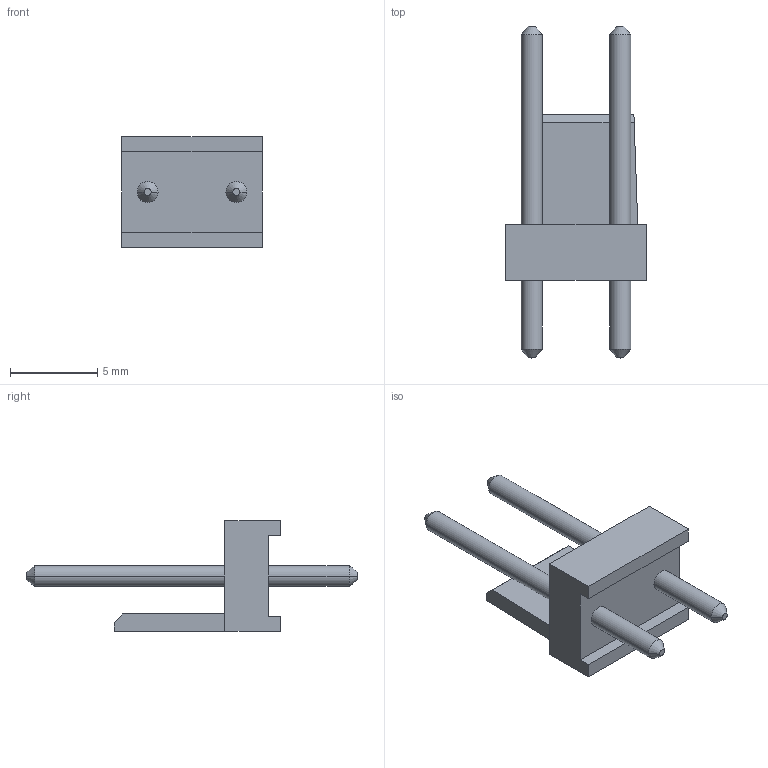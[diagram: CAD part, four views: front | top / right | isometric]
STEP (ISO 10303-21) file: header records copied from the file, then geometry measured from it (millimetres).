
FILE_DESCRIPTION((''),'2;1');
FILE_NAME('010085021','2014-08-21T',('me'),(''),'PRO/ENGINEER BY PARAMETRIC TECHNOLOGY CORPORATION, 2011490','PRO/ENGINEER BY PARAMETRIC TECHNOLOGY CORPORATION, 2011490','');
FILE_SCHEMA(('CONFIG_CONTROL_DESIGN'));
Length unit declared in the file: millimetre
Products named in the file (1): 010085021
Bounding box: 8.08 x 19.03 x 6.35 mm (x, y, z)
Volume: 210.5 mm3; surface area: 413.6 mm2
Topology: 1 solids, 1 shells, 39 faces, 97 edges, 66 vertices
Faces by surface type: plane 23, cylinder 8, cone 8
Entity records: 1192 total; most frequent: DIRECTION 205, CARTESIAN_POINT 195, ORIENTED_EDGE 182, EDGE_CURVE 91, VECTOR 69, LINE 69, AXIS2_PLACEMENT_3D 68, VERTEX_POINT 58
